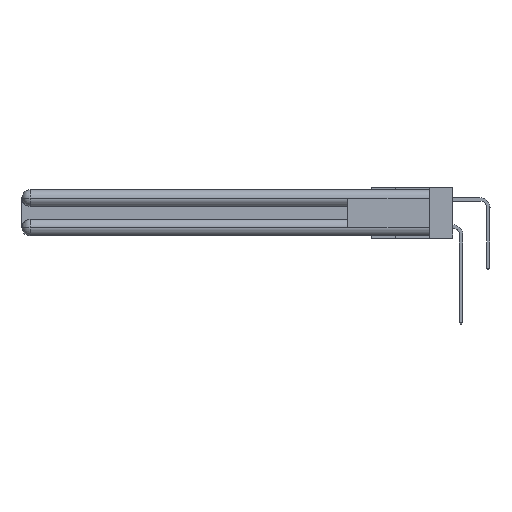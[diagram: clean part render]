
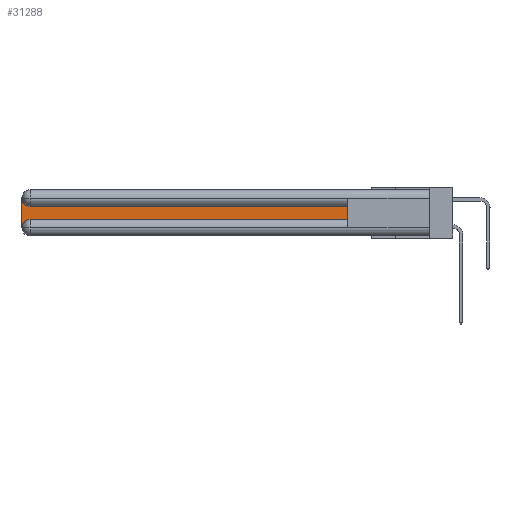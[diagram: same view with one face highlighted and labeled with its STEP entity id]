
A CAD part, left-side view. The second image highlights one B-rep face of the part: STEP entity #31288.
In plain terms, the highlighted planar face has unit normal (-1, 0, 0).
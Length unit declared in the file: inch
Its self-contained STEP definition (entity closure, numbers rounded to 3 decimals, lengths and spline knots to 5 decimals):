
#296 = EDGE_CURVE ( 'NONE', #34357, #4781, #4310, .T. ) ;
#303 = ORIENTED_EDGE ( 'NONE', *, *, #30574, .T. ) ;
#385 = CARTESIAN_POINT ( 'NONE',  ( 0.075, 3., -0.2175 ) ) ;
#451 = DIRECTION ( 'NONE',  ( 0., -1., 0. ) ) ;
#1287 = DIRECTION ( 'NONE',  ( 0., 0., -1. ) ) ;
#1783 = DIRECTION ( 'NONE',  ( 1., 0., 0. ) ) ;
#2359 = DIRECTION ( 'NONE',  ( 0., 1., 0. ) ) ;
#2534 = CARTESIAN_POINT ( 'NONE',  ( 0.075, 0.6, -0.1225 ) ) ;
#3221 = EDGE_CURVE ( 'NONE', #17078, #34357, #20382, .T. ) ;
#3238 = CARTESIAN_POINT ( 'NONE',  ( 0.075, 2.94, -0.1225 ) ) ;
#3248 = FACE_OUTER_BOUND ( 'NONE', #24820, .T. ) ;
#3312 = VERTEX_POINT ( 'NONE', #33114 ) ;
#3595 = DIRECTION ( 'NONE',  ( 0., 0., -1. ) ) ;
#4061 = PLANE ( 'NONE',  #33736 ) ;
#4310 = CIRCLE ( 'NONE', #8268, 0.06 ) ;
#4781 = VERTEX_POINT ( 'NONE', #21585 ) ;
#6279 = VECTOR ( 'NONE', #2359, 39.37008 ) ;
#8268 = AXIS2_PLACEMENT_3D ( 'NONE', #32267, #1783, #29668 ) ;
#9525 = DIRECTION ( 'NONE',  ( 1., 0., 0. ) ) ;
#11594 = VECTOR ( 'NONE', #11824, 39.37008 ) ;
#11824 = DIRECTION ( 'NONE',  ( 0., 0., -1. ) ) ;
#14431 = VECTOR ( 'NONE', #26486, 39.37008 ) ;
#15042 = CARTESIAN_POINT ( 'NONE',  ( 0.075, 0.6, -0.2175 ) ) ;
#17078 = VERTEX_POINT ( 'NONE', #2534 ) ;
#17492 = AXIS2_PLACEMENT_3D ( 'NONE', #32046, #9525, #1287 ) ;
#18110 = CARTESIAN_POINT ( 'NONE',  ( 0.075, 3., -0.1225 ) ) ;
#20269 = CARTESIAN_POINT ( 'NONE',  ( 0.075, 0.6, -0.2175 ) ) ;
#20382 = LINE ( 'NONE', #25190, #6279 ) ;
#20559 = DIRECTION ( 'NONE',  ( 1., 0., 0. ) ) ;
#21046 = CARTESIAN_POINT ( 'NONE',  ( 0.075, 0.6, -0.2175 ) ) ;
#21585 = CARTESIAN_POINT ( 'NONE',  ( 0.075, 3., -0.0625 ) ) ;
#22840 = EDGE_CURVE ( 'NONE', #30823, #17078, #23699, .T. ) ;
#23699 = LINE ( 'NONE', #15042, #14431 ) ;
#24142 = CIRCLE ( 'NONE', #17492, 0.06 ) ;
#24820 = EDGE_LOOP ( 'NONE', ( #33172, #27642, #303, #29857, #31095, #36049 ) ) ;
#25190 = CARTESIAN_POINT ( 'NONE',  ( 0.075, 0.6, -0.1225 ) ) ;
#26486 = DIRECTION ( 'NONE',  ( 0., 0., 1. ) ) ;
#26733 = VECTOR ( 'NONE', #451, 39.37008 ) ;
#27642 = ORIENTED_EDGE ( 'NONE', *, *, #296, .T. ) ;
#28036 = EDGE_CURVE ( 'NONE', #36298, #30823, #36065, .T. ) ;
#29668 = DIRECTION ( 'NONE',  ( 0., 0., -1. ) ) ;
#29857 = ORIENTED_EDGE ( 'NONE', *, *, #32716, .T. ) ;
#30247 = CARTESIAN_POINT ( 'NONE',  ( 0.075, 2.94, -0.2175 ) ) ;
#30574 = EDGE_CURVE ( 'NONE', #4781, #3312, #34965, .T. ) ;
#30823 = VERTEX_POINT ( 'NONE', #21046 ) ;
#31095 = ORIENTED_EDGE ( 'NONE', *, *, #28036, .T. ) ;
#31288 = ADVANCED_FACE ( 'NONE', ( #3248 ), #4061, .F. ) ;
#32046 = CARTESIAN_POINT ( 'NONE',  ( 0.075, 2.94, -0.2775 ) ) ;
#32267 = CARTESIAN_POINT ( 'NONE',  ( 0.075, 2.94, -0.0625 ) ) ;
#32716 = EDGE_CURVE ( 'NONE', #3312, #36298, #24142, .T. ) ;
#33114 = CARTESIAN_POINT ( 'NONE',  ( 0.075, 3., -0.2775 ) ) ;
#33172 = ORIENTED_EDGE ( 'NONE', *, *, #3221, .T. ) ;
#33736 = AXIS2_PLACEMENT_3D ( 'NONE', #18110, #20559, #3595 ) ;
#34357 = VERTEX_POINT ( 'NONE', #3238 ) ;
#34965 = LINE ( 'NONE', #385, #11594 ) ;
#36049 = ORIENTED_EDGE ( 'NONE', *, *, #22840, .T. ) ;
#36065 = LINE ( 'NONE', #20269, #26733 ) ;
#36298 = VERTEX_POINT ( 'NONE', #30247 ) ;
